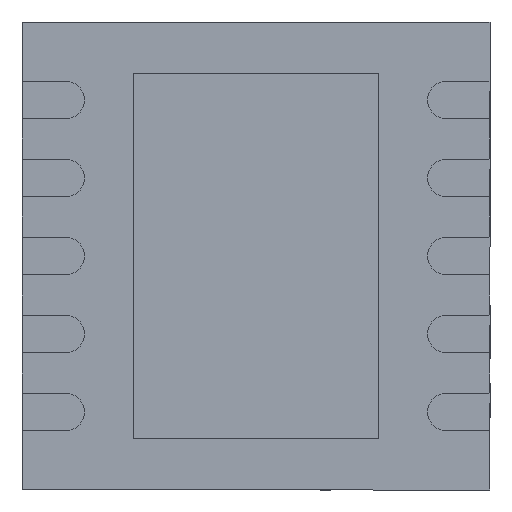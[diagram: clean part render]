
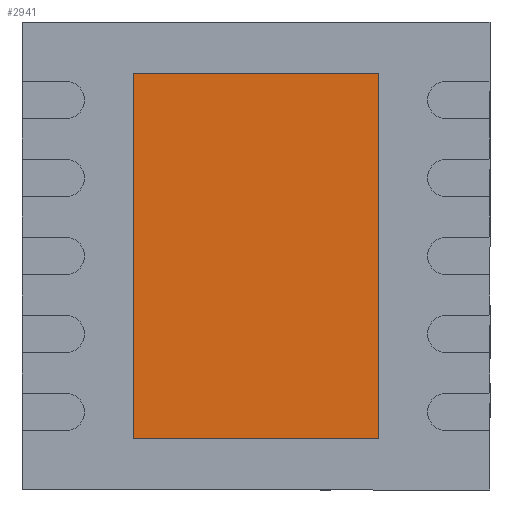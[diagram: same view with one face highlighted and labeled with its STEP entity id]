
A CAD part, front view. The second image highlights one B-rep face of the part: STEP entity #2941.
In plain terms, the highlighted planar face has unit normal (0, -1, 0).
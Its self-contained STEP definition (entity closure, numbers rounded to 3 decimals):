
#28 = ORIENTED_EDGE ( 'NONE', *, *, #3034, .T. ) ;
#410 = CARTESIAN_POINT ( 'NONE',  ( -0.787, 0., 1.17 ) ) ;
#668 = DIRECTION ( 'NONE',  ( 0., 0., -1. ) ) ;
#703 = CARTESIAN_POINT ( 'NONE',  ( 0.788, 0., 1.17 ) ) ;
#728 = LINE ( 'NONE', #4171, #4170 ) ;
#938 = VERTEX_POINT ( 'NONE', #1553 ) ;
#953 = ORIENTED_EDGE ( 'NONE', *, *, #4695, .T. ) ;
#1025 = DIRECTION ( 'NONE',  ( 0., -1., 0. ) ) ;
#1266 = DIRECTION ( 'NONE',  ( 0., 0., 1. ) ) ;
#1300 = VERTEX_POINT ( 'NONE', #703 ) ;
#1446 = CARTESIAN_POINT ( 'NONE',  ( -0.787, 0., 1.17 ) ) ;
#1553 = CARTESIAN_POINT ( 'NONE',  ( -0.787, 0., -1.17 ) ) ;
#1583 = CARTESIAN_POINT ( 'NONE',  ( 0.788, 0., 1.17 ) ) ;
#1787 = ORIENTED_EDGE ( 'NONE', *, *, #4887, .T. ) ;
#2169 = EDGE_CURVE ( 'NONE', #1300, #2226, #3818, .T. ) ;
#2175 = VECTOR ( 'NONE', #3418, 1000. ) ;
#2226 = VERTEX_POINT ( 'NONE', #410 ) ;
#2457 = FACE_OUTER_BOUND ( 'NONE', #4210, .T. ) ;
#2533 = DIRECTION ( 'NONE',  ( 0., 0., -1. ) ) ;
#2592 = VECTOR ( 'NONE', #668, 1000. ) ;
#2888 = PLANE ( 'NONE',  #4580 ) ;
#2941 = ADVANCED_FACE ( 'NONE', ( #2457 ), #2888, .T. ) ;
#3034 = EDGE_CURVE ( 'NONE', #2226, #938, #3750, .T. ) ;
#3372 = VECTOR ( 'NONE', #1266, 1000. ) ;
#3373 = DIRECTION ( 'NONE',  ( 1., 0., 0. ) ) ;
#3418 = DIRECTION ( 'NONE',  ( -1., 0., 0. ) ) ;
#3750 = LINE ( 'NONE', #1446, #2592 ) ;
#3818 = LINE ( 'NONE', #1583, #2175 ) ;
#3898 = LINE ( 'NONE', #4670, #3372 ) ;
#3923 = CARTESIAN_POINT ( 'NONE',  ( 0.788, 0., -1.17 ) ) ;
#4170 = VECTOR ( 'NONE', #3373, 1000. ) ;
#4171 = CARTESIAN_POINT ( 'NONE',  ( 0.788, 0., -1.17 ) ) ;
#4210 = EDGE_LOOP ( 'NONE', ( #4386, #28, #1787, #953 ) ) ;
#4386 = ORIENTED_EDGE ( 'NONE', *, *, #2169, .T. ) ;
#4413 = CARTESIAN_POINT ( 'NONE',  ( 0., 0., 0. ) ) ;
#4580 = AXIS2_PLACEMENT_3D ( 'NONE', #4413, #1025, #2533 ) ;
#4670 = CARTESIAN_POINT ( 'NONE',  ( 0.788, 0., 1.17 ) ) ;
#4674 = VERTEX_POINT ( 'NONE', #3923 ) ;
#4695 = EDGE_CURVE ( 'NONE', #4674, #1300, #3898, .T. ) ;
#4887 = EDGE_CURVE ( 'NONE', #938, #4674, #728, .T. ) ;
